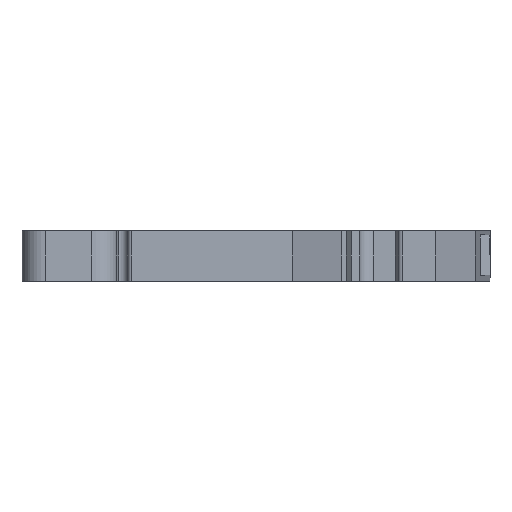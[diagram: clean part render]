
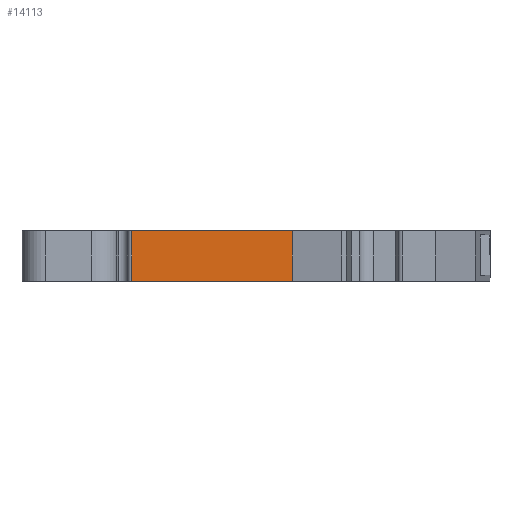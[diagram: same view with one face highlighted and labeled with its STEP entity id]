
A CAD part, front view. The second image highlights one B-rep face of the part: STEP entity #14113.
In plain terms, the highlighted planar face has unit normal (0, -1, 0).
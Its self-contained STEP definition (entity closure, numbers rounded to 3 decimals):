
#2288 = EDGE_CURVE ( 'NONE', #7295, #15345, #9395, .T. ) ;
#2344 = EDGE_CURVE ( 'NONE', #8839, #6877, #6549, .T. ) ;
#2724 = DIRECTION ( 'NONE',  ( 0., 0., -1. ) ) ;
#2948 = CARTESIAN_POINT ( 'NONE',  ( 4., 0., 3. ) ) ;
#3129 = EDGE_CURVE ( 'NONE', #7295, #6877, #4275, .T. ) ;
#3191 = CARTESIAN_POINT ( 'NONE',  ( 0., 0., 3. ) ) ;
#3752 = VECTOR ( 'NONE', #17943, 1000. ) ;
#4088 = CARTESIAN_POINT ( 'NONE',  ( 4., 0., 3. ) ) ;
#4275 = LINE ( 'NONE', #17035, #3752 ) ;
#4822 = DIRECTION ( 'NONE',  ( 0., 0., 1. ) ) ;
#4974 = CARTESIAN_POINT ( 'NONE',  ( -15.1, 0., 3. ) ) ;
#6078 = LINE ( 'NONE', #3191, #10419 ) ;
#6242 = ORIENTED_EDGE ( 'NONE', *, *, #14540, .F. ) ;
#6303 = VECTOR ( 'NONE', #2724, 1000. ) ;
#6549 = LINE ( 'NONE', #4088, #6303 ) ;
#6877 = VERTEX_POINT ( 'NONE', #6892 ) ;
#6892 = CARTESIAN_POINT ( 'NONE',  ( 4., 0., -3. ) ) ;
#7295 = VERTEX_POINT ( 'NONE', #14505 ) ;
#7675 = FACE_OUTER_BOUND ( 'NONE', #10056, .T. ) ;
#8254 = DIRECTION ( 'NONE',  ( 0., 1., 0. ) ) ;
#8839 = VERTEX_POINT ( 'NONE', #2948 ) ;
#9395 = LINE ( 'NONE', #4974, #9409 ) ;
#9409 = VECTOR ( 'NONE', #4822, 1000. ) ;
#10056 = EDGE_LOOP ( 'NONE', ( #16858, #15823, #16195, #6242 ) ) ;
#10419 = VECTOR ( 'NONE', #13039, 1000. ) ;
#11428 = PLANE ( 'NONE',  #14110 ) ;
#13039 = DIRECTION ( 'NONE',  ( 1., 0., 0. ) ) ;
#14110 = AXIS2_PLACEMENT_3D ( 'NONE', #17831, #8254, #19411 ) ;
#14113 = ADVANCED_FACE ( 'NONE', ( #7675 ), #11428, .F. ) ;
#14505 = CARTESIAN_POINT ( 'NONE',  ( -15.1, 0., -3. ) ) ;
#14540 = EDGE_CURVE ( 'NONE', #15345, #8839, #6078, .T. ) ;
#15240 = CARTESIAN_POINT ( 'NONE',  ( -15.1, 0., 3. ) ) ;
#15345 = VERTEX_POINT ( 'NONE', #15240 ) ;
#15823 = ORIENTED_EDGE ( 'NONE', *, *, #3129, .T. ) ;
#16195 = ORIENTED_EDGE ( 'NONE', *, *, #2344, .F. ) ;
#16858 = ORIENTED_EDGE ( 'NONE', *, *, #2288, .F. ) ;
#17035 = CARTESIAN_POINT ( 'NONE',  ( 0., 0., -3. ) ) ;
#17831 = CARTESIAN_POINT ( 'NONE',  ( 0., 0., 3. ) ) ;
#17943 = DIRECTION ( 'NONE',  ( 1., 0., 0. ) ) ;
#19411 = DIRECTION ( 'NONE',  ( -1., 0., 0. ) ) ;
